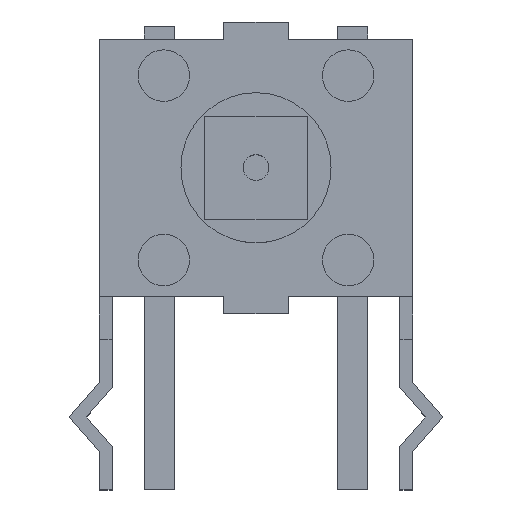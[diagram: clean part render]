
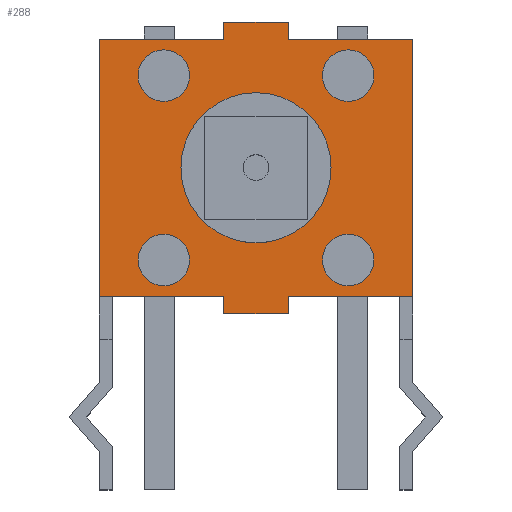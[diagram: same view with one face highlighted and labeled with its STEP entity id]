
A CAD part, top view. The second image highlights one B-rep face of the part: STEP entity #288.
In plain terms, the highlighted planar face has unit normal (0, 0, 1).
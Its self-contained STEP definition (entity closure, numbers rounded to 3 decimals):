
#288=ADVANCED_FACE('NONE',(#645,#646,#647,#648,#649,#650),#651,.F.);
#645=FACE_OUTER_BOUND('',#1082,.T.);
#646=FACE_BOUND('',#1083,.T.);
#647=FACE_BOUND('',#1084,.T.);
#648=FACE_BOUND('',#1085,.T.);
#649=FACE_BOUND('',#1086,.T.);
#650=FACE_BOUND('',#1087,.T.);
#651=PLANE('',#1088);
#1082=EDGE_LOOP('',(#1869,#1870,#1871,#1872,#1873,#1874,#1875,#1876,#1877,#1878,#1879,#1880));
#1083=EDGE_LOOP('',(#1881,#1882));
#1084=EDGE_LOOP('',(#1883,#1884));
#1085=EDGE_LOOP('',(#1885,#1886));
#1086=EDGE_LOOP('',(#1887,#1888));
#1087=EDGE_LOOP('',(#1889,#1890));
#1088=AXIS2_PLACEMENT_3D('',#1891,#1892,#1893);
#1869=ORIENTED_EDGE('',*,*,#2757,.F.);
#1870=ORIENTED_EDGE('',*,*,#2697,.F.);
#1871=ORIENTED_EDGE('',*,*,#2766,.F.);
#1872=ORIENTED_EDGE('',*,*,#2844,.T.);
#1873=ORIENTED_EDGE('',*,*,#2742,.F.);
#1874=ORIENTED_EDGE('',*,*,#2845,.T.);
#1875=ORIENTED_EDGE('',*,*,#2840,.F.);
#1876=ORIENTED_EDGE('',*,*,#2694,.F.);
#1877=ORIENTED_EDGE('',*,*,#2837,.F.);
#1878=ORIENTED_EDGE('',*,*,#2846,.T.);
#1879=ORIENTED_EDGE('',*,*,#2780,.F.);
#1880=ORIENTED_EDGE('',*,*,#2847,.T.);
#1881=ORIENTED_EDGE('',*,*,#2704,.F.);
#1882=ORIENTED_EDGE('',*,*,#2589,.F.);
#1883=ORIENTED_EDGE('',*,*,#2702,.F.);
#1884=ORIENTED_EDGE('',*,*,#2594,.F.);
#1885=ORIENTED_EDGE('',*,*,#2690,.F.);
#1886=ORIENTED_EDGE('',*,*,#2599,.F.);
#1887=ORIENTED_EDGE('',*,*,#2688,.F.);
#1888=ORIENTED_EDGE('',*,*,#2604,.F.);
#1889=ORIENTED_EDGE('',*,*,#2686,.F.);
#1890=ORIENTED_EDGE('',*,*,#2609,.F.);
#1891=CARTESIAN_POINT('',(1.4,1.0,2.25));
#1892=DIRECTION('',(0.0,0.,-1.0));
#1893=DIRECTION('',(0.0,-1.0,0.));
#2589=EDGE_CURVE('NONE',#3088,#3090,#3091,.T.);
#2594=EDGE_CURVE('NONE',#3097,#3099,#3100,.T.);
#2599=EDGE_CURVE('NONE',#3106,#3108,#3109,.T.);
#2604=EDGE_CURVE('NONE',#3115,#3117,#3118,.T.);
#2609=EDGE_CURVE('NONE',#3124,#3126,#3127,.T.);
#2686=EDGE_CURVE('NONE',#3126,#3124,#3242,.T.);
#2688=EDGE_CURVE('NONE',#3117,#3115,#3244,.T.);
#2690=EDGE_CURVE('NONE',#3108,#3106,#3246,.T.);
#2694=EDGE_CURVE('NONE',#3251,#3253,#3254,.T.);
#2697=EDGE_CURVE('NONE',#3257,#3258,#3259,.T.);
#2702=EDGE_CURVE('NONE',#3099,#3097,#3266,.T.);
#2704=EDGE_CURVE('NONE',#3090,#3088,#3268,.T.);
#2742=EDGE_CURVE('NONE',#3325,#3327,#3328,.T.);
#2757=EDGE_CURVE('NONE',#3258,#3354,#3355,.T.);
#2766=EDGE_CURVE('NONE',#3366,#3257,#3368,.T.);
#2780=EDGE_CURVE('NONE',#3392,#3371,#3394,.T.);
#2837=EDGE_CURVE('NONE',#3470,#3251,#3472,.T.);
#2840=EDGE_CURVE('NONE',#3253,#3476,#3477,.T.);
#2844=EDGE_CURVE('NONE',#3366,#3327,#3482,.T.);
#2845=EDGE_CURVE('NONE',#3325,#3476,#3483,.T.);
#2846=EDGE_CURVE('NONE',#3470,#3371,#3484,.T.);
#2847=EDGE_CURVE('NONE',#3392,#3354,#3485,.T.);
#3088=VERTEX_POINT('NONE',#3822);
#3090=VERTEX_POINT('NONE',#3825);
#3091=CIRCLE('',#3826,0.6);
#3097=VERTEX_POINT('NONE',#3833);
#3099=VERTEX_POINT('NONE',#3836);
#3100=CIRCLE('',#3837,0.6);
#3106=VERTEX_POINT('NONE',#3844);
#3108=VERTEX_POINT('NONE',#3847);
#3109=CIRCLE('',#3848,1.75);
#3115=VERTEX_POINT('NONE',#3855);
#3117=VERTEX_POINT('NONE',#3858);
#3118=CIRCLE('',#3859,0.6);
#3124=VERTEX_POINT('NONE',#3866);
#3126=VERTEX_POINT('NONE',#3869);
#3127=CIRCLE('',#3870,0.6);
#3242=CIRCLE('',#4034,0.6);
#3244=CIRCLE('',#4036,0.6);
#3246=CIRCLE('',#4038,1.75);
#3251=VERTEX_POINT('NONE',#4044);
#3253=VERTEX_POINT('NONE',#4047);
#3254=LINE('',#4048,#4049);
#3257=VERTEX_POINT('NONE',#4053);
#3258=VERTEX_POINT('NONE',#4054);
#3259=LINE('',#4055,#4056);
#3266=CIRCLE('',#4066,0.6);
#3268=CIRCLE('',#4068,0.6);
#3325=VERTEX_POINT('NONE',#4150);
#3327=VERTEX_POINT('NONE',#4153);
#3328=LINE('',#4154,#4155);
#3354=VERTEX_POINT('NONE',#4194);
#3355=LINE('',#4195,#4196);
#3366=VERTEX_POINT('NONE',#4212);
#3368=LINE('',#4215,#4216);
#3371=VERTEX_POINT('NONE',#4219);
#3392=VERTEX_POINT('NONE',#4251);
#3394=LINE('',#4254,#4255);
#3470=VERTEX_POINT('NONE',#4369);
#3472=LINE('',#4372,#4373);
#3476=VERTEX_POINT('NONE',#4378);
#3477=LINE('',#4379,#4380);
#3482=LINE('',#4387,#4388);
#3483=LINE('',#4389,#4390);
#3484=LINE('',#4391,#4392);
#3485=LINE('',#4393,#4394);
#3822=CARTESIAN_POINT('',(-3.8,6.15,2.25));
#3825=CARTESIAN_POINT('',(-5.0,6.15,2.25));
#3826=AXIS2_PLACEMENT_3D('',#4884,#4885,#4886);
#3833=CARTESIAN_POINT('',(0.5,1.85,2.25));
#3836=CARTESIAN_POINT('',(-0.7,1.85,2.25));
#3837=AXIS2_PLACEMENT_3D('',#4892,#4893,#4894);
#3844=CARTESIAN_POINT('',(-4.0,4.0,2.25));
#3847=CARTESIAN_POINT('',(-0.5,4.0,2.25));
#3848=AXIS2_PLACEMENT_3D('',#4900,#4901,#4902);
#3855=CARTESIAN_POINT('',(0.5,6.15,2.25));
#3858=CARTESIAN_POINT('',(-0.7,6.15,2.25));
#3859=AXIS2_PLACEMENT_3D('',#4908,#4909,#4910);
#3866=CARTESIAN_POINT('',(-3.8,1.85,2.25));
#3869=CARTESIAN_POINT('',(-5.0,1.85,2.25));
#3870=AXIS2_PLACEMENT_3D('',#4916,#4917,#4918);
#4034=AXIS2_PLACEMENT_3D('',#4989,#4990,#4991);
#4036=AXIS2_PLACEMENT_3D('',#4992,#4993,#4994);
#4038=AXIS2_PLACEMENT_3D('',#4995,#4996,#4997);
#4044=CARTESIAN_POINT('',(-1.5,0.6,2.25));
#4047=CARTESIAN_POINT('',(-3.0,0.6,2.25));
#4048=CARTESIAN_POINT('',(1.4,0.6,2.25));
#4049=VECTOR('',#5000,1000.0);
#4053=CARTESIAN_POINT('',(-3.0,7.4,2.25));
#4054=CARTESIAN_POINT('',(-1.5,7.4,2.25));
#4055=CARTESIAN_POINT('',(1.4,7.4,2.25));
#4056=VECTOR('',#5002,1000.0);
#4066=AXIS2_PLACEMENT_3D('',#5006,#5007,#5008);
#4068=AXIS2_PLACEMENT_3D('',#5009,#5010,#5011);
#4150=CARTESIAN_POINT('',(-5.9,1.0,2.25));
#4153=CARTESIAN_POINT('',(-5.9,7.0,2.25));
#4154=CARTESIAN_POINT('',(-5.9,1.0,2.25));
#4155=VECTOR('',#5044,1000.0);
#4194=CARTESIAN_POINT('',(-1.5,7.0,2.25));
#4195=CARTESIAN_POINT('',(-1.5,1.0,2.25));
#4196=VECTOR('',#5058,1000.0);
#4212=CARTESIAN_POINT('',(-3.0,7.0,2.25));
#4215=CARTESIAN_POINT('',(-3.0,1.0,2.25));
#4216=VECTOR('',#5065,1000.0);
#4219=CARTESIAN_POINT('',(1.4,1.0,2.25));
#4251=CARTESIAN_POINT('',(1.4,7.0,2.25));
#4254=CARTESIAN_POINT('',(1.4,1.0,2.25));
#4255=VECTOR('',#5078,1000.0);
#4369=CARTESIAN_POINT('',(-1.5,1.0,2.25));
#4372=CARTESIAN_POINT('',(-1.5,1.0,2.25));
#4373=VECTOR('',#5118,1000.0);
#4378=CARTESIAN_POINT('',(-3.0,1.0,2.25));
#4379=CARTESIAN_POINT('',(-3.0,1.0,2.25));
#4380=VECTOR('',#5120,1000.0);
#4387=CARTESIAN_POINT('',(1.4,7.0,2.25));
#4388=VECTOR('',#5123,1000.0);
#4389=CARTESIAN_POINT('',(1.4,1.0,2.25));
#4390=VECTOR('',#5124,1000.0);
#4391=CARTESIAN_POINT('',(1.4,1.0,2.25));
#4392=VECTOR('',#5125,1000.0);
#4393=CARTESIAN_POINT('',(1.4,7.0,2.25));
#4394=VECTOR('',#5126,1000.0);
#4884=CARTESIAN_POINT('',(-4.4,6.15,2.25));
#4885=DIRECTION('',(0.0,0.0,1.0));
#4886=DIRECTION('',(-1.0,0.0,0.0));
#4892=CARTESIAN_POINT('',(-0.1,1.85,2.25));
#4893=DIRECTION('',(0.0,0.0,1.0));
#4894=DIRECTION('',(-1.0,0.0,0.0));
#4900=CARTESIAN_POINT('',(-2.25,4.0,2.25));
#4901=DIRECTION('',(0.0,0.0,1.0));
#4902=DIRECTION('',(1.0,0.0,0.0));
#4908=CARTESIAN_POINT('',(-0.1,6.15,2.25));
#4909=DIRECTION('',(0.0,0.0,1.0));
#4910=DIRECTION('',(-1.0,0.0,0.0));
#4916=CARTESIAN_POINT('',(-4.4,1.85,2.25));
#4917=DIRECTION('',(0.0,0.0,1.0));
#4918=DIRECTION('',(-1.0,0.0,0.0));
#4989=CARTESIAN_POINT('',(-4.4,1.85,2.25));
#4990=DIRECTION('',(0.0,0.0,1.0));
#4991=DIRECTION('',(-1.0,0.0,0.0));
#4992=CARTESIAN_POINT('',(-0.1,6.15,2.25));
#4993=DIRECTION('',(0.0,0.0,1.0));
#4994=DIRECTION('',(-1.0,0.0,0.0));
#4995=CARTESIAN_POINT('',(-2.25,4.0,2.25));
#4996=DIRECTION('',(0.0,0.0,1.0));
#4997=DIRECTION('',(1.0,0.0,0.0));
#5000=DIRECTION('',(-1.0,-0.0,-0.0));
#5002=DIRECTION('',(1.0,0.0,0.0));
#5006=CARTESIAN_POINT('',(-0.1,1.85,2.25));
#5007=DIRECTION('',(0.0,0.0,1.0));
#5008=DIRECTION('',(-1.0,0.0,0.0));
#5009=CARTESIAN_POINT('',(-4.4,6.15,2.25));
#5010=DIRECTION('',(0.0,0.0,1.0));
#5011=DIRECTION('',(-1.0,0.0,0.0));
#5044=DIRECTION('',(0.0,1.0,0.));
#5058=DIRECTION('',(-0.0,-1.0,0.));
#5065=DIRECTION('',(0.0,1.0,0.));
#5078=DIRECTION('',(-0.0,-1.0,0.));
#5118=DIRECTION('',(-0.0,-1.0,0.));
#5120=DIRECTION('',(0.0,1.0,0.));
#5123=DIRECTION('',(-1.0,-0.0,-0.0));
#5124=DIRECTION('',(1.0,0.0,-0.0));
#5125=DIRECTION('',(1.0,0.0,-0.0));
#5126=DIRECTION('',(-1.0,-0.0,-0.0));
